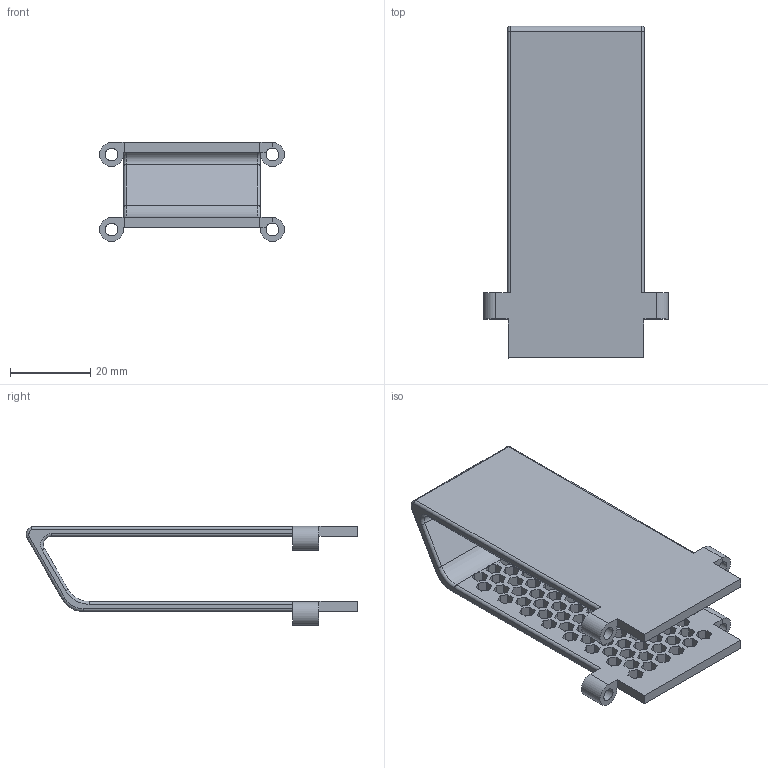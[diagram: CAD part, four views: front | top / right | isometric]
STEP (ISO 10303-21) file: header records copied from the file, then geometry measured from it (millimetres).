
FILE_DESCRIPTION(/* description */ (''),/* implementation_level */ '2;1');
FILE_NAME(/* name */ 'DJI NAZA system expansion shelf.step',/* time_stamp */ '2016-10-15T17:24:56+11:00',/* author */ (''),/* organization */ (''),/* preprocessor_version */ 'ST-DEVELOPER v16.5',/* originating_system */ 'Autodesk Translation Framework v5.2.0.2031',/* authorisation */ '');
FILE_SCHEMA (('AUTOMOTIVE_DESIGN { 1 0 10303 214 3 1 1 }'));
Length unit declared in the file: centimetre
Products named in the file (2): DJI NAZA system expansion shelf v4; NAZA shelf
Assembly tree (1 placements, depth 2):
  DJI NAZA system expansion shelf v4
    NAZA shelf
Bounding box: 46 x 82.52 x 24.65 mm (x, y, z)
Volume: 13046.9 mm3; surface area: 14146.8 mm2
Topology: 1 solids, 1 shells, 590 faces, 1757 edges, 1162 vertices
Faces by surface type: plane 558, cylinder 24, torus 8
Full cylindrical faces by diameter (mm): 3.2 x4
Entity records: 19789 total; most frequent: CARTESIAN_POINT 3522, ORIENTED_EDGE 3502, DIRECTION 2993, EDGE_CURVE 1751, LINE 1691, VECTOR 1691, VERTEX_POINT 1160, EDGE_LOOP 771
